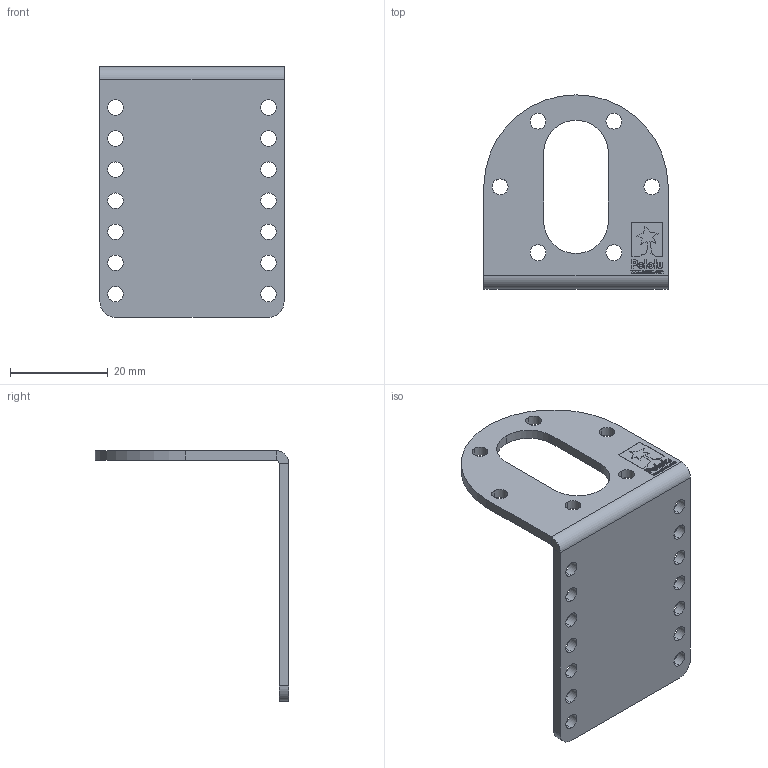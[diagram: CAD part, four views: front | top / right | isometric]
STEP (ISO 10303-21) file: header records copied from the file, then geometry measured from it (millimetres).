
FILE_DESCRIPTION (( 'STEP AP214' ), '1' );
FILE_NAME ('pololu-stamped-aluminum-l-bracket-for-37d-mm-metal-gearmotors.step', '2016-03-21T18:44:40', ( '' ), ( '' ), 'SwSTEP 2.0', 'SolidWorks 2015', '' );
FILE_SCHEMA (( 'AUTOMOTIVE_DESIGN' ));
Length unit declared in the file: millimetre
Products named in the file (1): pololu-stamped-aluminum-l-bracket-for-37d-mm-metal-gearmotors
Bounding box: 37.59 x 39.6 x 51.2 mm (x, y, z)
Volume: 5345.2 mm3; surface area: 6358.6 mm2
Topology: 1 solids, 1 shells, 309 faces, 829 edges, 550 vertices
Faces by surface type: plane 163, bspline 98, cylinder 48
Entity records: 12853 total; most frequent: CARTESIAN_POINT 5575, ORIENTED_EDGE 1658, DIRECTION 1153, EDGE_CURVE 829, VERTEX_POINT 550, VECTOR 537, LINE 537, EDGE_LOOP 379
